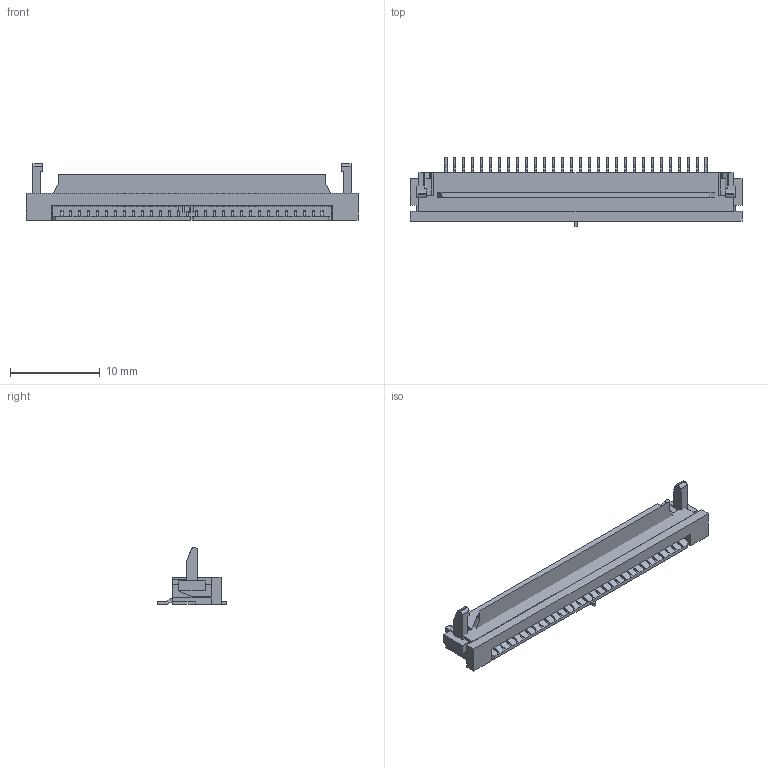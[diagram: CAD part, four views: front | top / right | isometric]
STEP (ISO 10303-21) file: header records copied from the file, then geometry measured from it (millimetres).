
FILE_DESCRIPTION( ( 'Unknown' ), '1' );
FILE_NAME( '68613014422.stp', 'Unknown', ( 'Unknown' ), ( 'Unknown' ), 'XStep 1.0', 'Unknown', ' ' );
FILE_SCHEMA( ( 'automotive_design' ) );
Length unit declared in the file: millimetre
Products named in the file (6): Assem1; Gehäuse; Verschluss; Pin1; Pin_rechts; Pin_rechts_mir
Bounding box: 37 x 7.7 x 6.31 mm (x, y, z)
Volume: 849.3 mm3; surface area: 3628.3 mm2
Topology: 39 solids, 39 shells, 2255 faces, 6799 edges, 4446 vertices
Faces by surface type: plane 1377, cylinder 878
Entity records: 24297 total; most frequent: ORIENTED_EDGE 4276, CARTESIAN_POINT 4233, DIRECTION 4038, EDGE_CURVE 2138, LINE 1664, VECTOR 1664, VERTEX_POINT 1382, AXIS2_PLACEMENT_3D 1187
